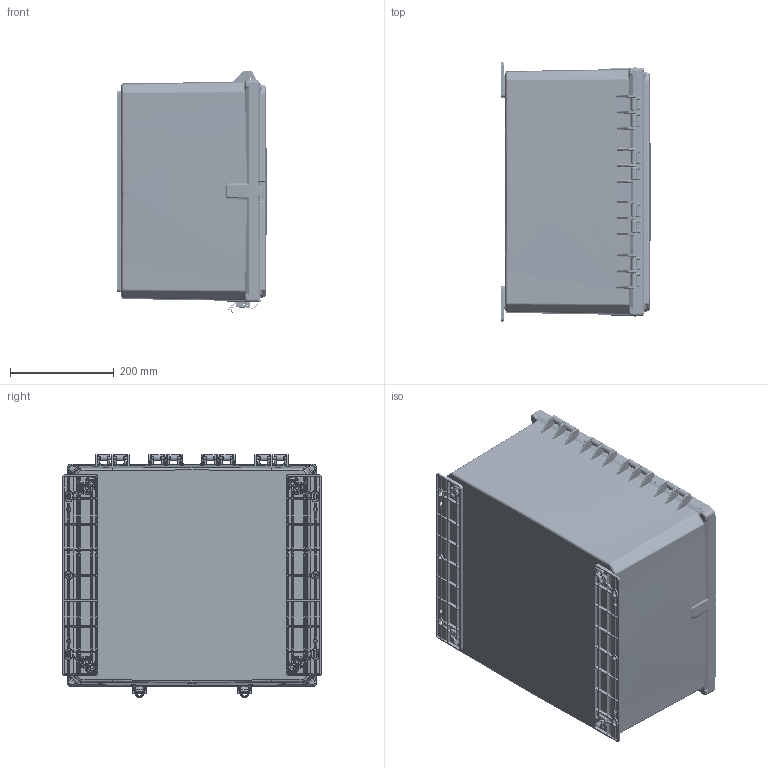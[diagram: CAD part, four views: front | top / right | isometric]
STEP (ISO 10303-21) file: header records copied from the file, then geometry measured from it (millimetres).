
FILE_DESCRIPTION (( 'STEP AP214' ), '1' );
FILE_NAME ('NBBWPC181610.step', '2020-05-18T17:55:18', ( '' ), ( '' ), 'SwSTEP 2.0', 'SolidWorks 2018', '' );
FILE_SCHEMA (( 'AUTOMOTIVE_DESIGN' ));
Length unit declared in the file: inch
Products named in the file (8): NBBPC181610_16IN-MNT-FLANGE; Integra-Upper Insert; NBPC18-W-LID; NBBPC181610_Latch; Integra-Bottom Insert; NBBWPC181610; NBBPC181610_box assy; NBBPC181610_Box
Assembly tree (15 placements, depth 3):
  NBBWPC181610
    NBBPC181610_box assy
      NBBPC181610_Box
      Integra-Bottom Insert  x4
      Integra-Upper Insert  x4
    NBPC18-W-LID
    NBBPC181610_Latch  x2
    NBBPC181610_16IN-MNT-FLANGE  x2
Bounding box: 290.07 x 499.87 x 469.2 mm (x, y, z)
Volume: 5314394 mm3; surface area: 2033975.6 mm2
Topology: 18 solids, 18 shells, 5978 faces, 14461 edges, 8083 vertices
Faces by surface type: cylinder 2127, bspline 2014, plane 1281, cone 556
Entity records: 210679 total; most frequent: CARTESIAN_POINT 120614, ORIENTED_EDGE 20336, DIRECTION 12732, EDGE_CURVE 10168, VERTEX_POINT 5915, AXIS2_PLACEMENT_3D 4587, EDGE_LOOP 4483, FACE_OUTER_BOUND 4337
